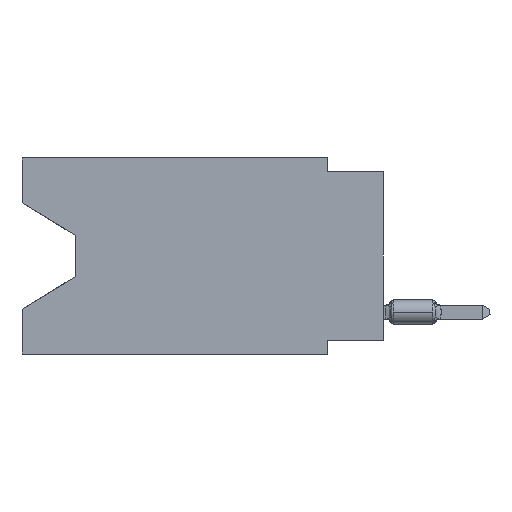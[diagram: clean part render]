
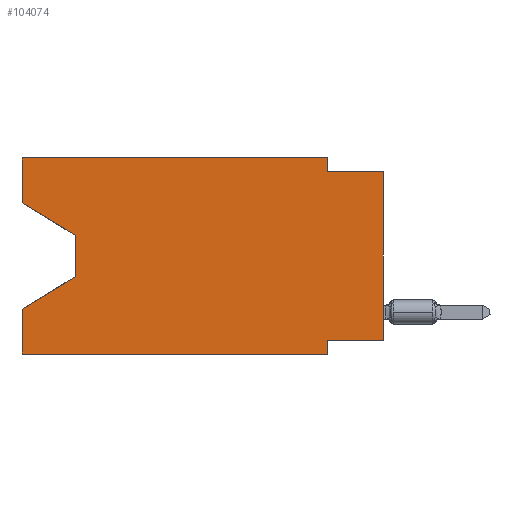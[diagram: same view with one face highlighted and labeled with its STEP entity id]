
A CAD part, left-side view. The second image highlights one B-rep face of the part: STEP entity #104074.
In plain terms, the highlighted planar face has unit normal (-1, 0, 0).
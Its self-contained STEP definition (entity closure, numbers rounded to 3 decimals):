
#58 = CARTESIAN_POINT ( 'NONE',  ( 0., 0., -8.255 ) ) ;
#183 = EDGE_CURVE ( 'NONE', #39138, #41665, #83257, .T. ) ;
#974 = DIRECTION ( 'NONE',  ( 0., 0., 1. ) ) ;
#1321 = ORIENTED_EDGE ( 'NONE', *, *, #62247, .F. ) ;
#4879 = EDGE_CURVE ( 'NONE', #81117, #74728, #71886, .T. ) ;
#5829 = DIRECTION ( 'NONE',  ( 0., -1., 0. ) ) ;
#6374 = CARTESIAN_POINT ( 'NONE',  ( 0., 16.383, -2.038 ) ) ;
#6814 = VECTOR ( 'NONE', #58648, 1000. ) ;
#7178 = DIRECTION ( 'NONE',  ( 0., 1., 0. ) ) ;
#7620 = CARTESIAN_POINT ( 'NONE',  ( 0., 13.97, -5.385 ) ) ;
#7625 = CARTESIAN_POINT ( 'NONE',  ( 0., 0., -0.635 ) ) ;
#8449 = CARTESIAN_POINT ( 'NONE',  ( 0., 16.383, 0. ) ) ;
#9308 = VERTEX_POINT ( 'NONE', #49842 ) ;
#9743 = EDGE_CURVE ( 'NONE', #36341, #61116, #25103, .T. ) ;
#10303 = CARTESIAN_POINT ( 'NONE',  ( 0., 2.54, -8.255 ) ) ;
#14717 = ORIENTED_EDGE ( 'NONE', *, *, #85113, .T. ) ;
#16418 = DIRECTION ( 'NONE',  ( 0., 0., -1. ) ) ;
#20909 = CARTESIAN_POINT ( 'NONE',  ( 0., 13.97, -3.505 ) ) ;
#23488 = DIRECTION ( 'NONE',  ( 0., -0.855, -0.519 ) ) ;
#24894 = VERTEX_POINT ( 'NONE', #71639 ) ;
#25103 = LINE ( 'NONE', #72707, #92880 ) ;
#25159 = VECTOR ( 'NONE', #5829, 1000. ) ;
#27457 = EDGE_CURVE ( 'NONE', #39138, #24894, #81221, .T. ) ;
#29107 = ORIENTED_EDGE ( 'NONE', *, *, #93397, .F. ) ;
#32047 = VECTOR ( 'NONE', #974, 1000. ) ;
#33792 = LINE ( 'NONE', #64805, #95052 ) ;
#34012 = VECTOR ( 'NONE', #45645, 1000. ) ;
#34568 = CARTESIAN_POINT ( 'NONE',  ( 0., 16.383, 0. ) ) ;
#34767 = ORIENTED_EDGE ( 'NONE', *, *, #4879, .F. ) ;
#35280 = CARTESIAN_POINT ( 'NONE',  ( 0., 16.383, -6.852 ) ) ;
#36341 = VERTEX_POINT ( 'NONE', #45602 ) ;
#39138 = VERTEX_POINT ( 'NONE', #92674 ) ;
#40176 = ORIENTED_EDGE ( 'NONE', *, *, #183, .F. ) ;
#40598 = LINE ( 'NONE', #81209, #32047 ) ;
#41095 = DIRECTION ( 'NONE',  ( 1., 0., 0. ) ) ;
#41665 = VERTEX_POINT ( 'NONE', #34568 ) ;
#43760 = VECTOR ( 'NONE', #23488, 1000. ) ;
#44237 = DIRECTION ( 'NONE',  ( 0., 0., 1. ) ) ;
#44407 = VERTEX_POINT ( 'NONE', #70445 ) ;
#45086 = AXIS2_PLACEMENT_3D ( 'NONE', #8449, #41095, #62121 ) ;
#45602 = CARTESIAN_POINT ( 'NONE',  ( 0., 16.383, -8.89 ) ) ;
#45645 = DIRECTION ( 'NONE',  ( 0., 0., -1. ) ) ;
#45914 = EDGE_CURVE ( 'NONE', #88205, #98949, #74693, .T. ) ;
#46588 = LINE ( 'NONE', #20909, #73854 ) ;
#48282 = LINE ( 'NONE', #7625, #77666 ) ;
#49842 = CARTESIAN_POINT ( 'NONE',  ( 0., 2.54, 0. ) ) ;
#51696 = CARTESIAN_POINT ( 'NONE',  ( 0., 13.97, -5.385 ) ) ;
#52618 = VECTOR ( 'NONE', #7178, 1000. ) ;
#53657 = ORIENTED_EDGE ( 'NONE', *, *, #27457, .T. ) ;
#57600 = CARTESIAN_POINT ( 'NONE',  ( 0., 2.54, 0. ) ) ;
#57952 = ORIENTED_EDGE ( 'NONE', *, *, #78185, .F. ) ;
#58648 = DIRECTION ( 'NONE',  ( 0., 0.855, -0.519 ) ) ;
#61116 = VERTEX_POINT ( 'NONE', #97377 ) ;
#62006 = CARTESIAN_POINT ( 'NONE',  ( 0., 16.383, 0. ) ) ;
#62121 = DIRECTION ( 'NONE',  ( 0., 0., -1. ) ) ;
#62247 = EDGE_CURVE ( 'NONE', #74728, #61116, #78754, .T. ) ;
#62459 = VECTOR ( 'NONE', #44237, 1000. ) ;
#64805 = CARTESIAN_POINT ( 'NONE',  ( 0., 16.383, 0. ) ) ;
#65149 = FACE_OUTER_BOUND ( 'NONE', #90495, .T. ) ;
#66780 = ORIENTED_EDGE ( 'NONE', *, *, #85094, .F. ) ;
#69680 = CARTESIAN_POINT ( 'NONE',  ( 0., 2.54, -8.89 ) ) ;
#70445 = CARTESIAN_POINT ( 'NONE',  ( 0., 0., -0.635 ) ) ;
#71072 = LINE ( 'NONE', #62006, #25159 ) ;
#71639 = CARTESIAN_POINT ( 'NONE',  ( 0., 13.97, -3.505 ) ) ;
#71886 = LINE ( 'NONE', #79925, #52618 ) ;
#72707 = CARTESIAN_POINT ( 'NONE',  ( 0., 16.383, -8.89 ) ) ;
#73854 = VECTOR ( 'NONE', #87720, 1000. ) ;
#73893 = DIRECTION ( 'NONE',  ( 0., -1., 0. ) ) ;
#74693 = LINE ( 'NONE', #51696, #6814 ) ;
#74728 = VERTEX_POINT ( 'NONE', #10303 ) ;
#77666 = VECTOR ( 'NONE', #73893, 1000. ) ;
#78185 = EDGE_CURVE ( 'NONE', #9308, #78693, #89656, .T. ) ;
#78693 = VERTEX_POINT ( 'NONE', #98910 ) ;
#78754 = LINE ( 'NONE', #69680, #34012 ) ;
#79221 = PLANE ( 'NONE',  #45086 ) ;
#79925 = CARTESIAN_POINT ( 'NONE',  ( 0., 0., -8.255 ) ) ;
#81117 = VERTEX_POINT ( 'NONE', #58 ) ;
#81209 = CARTESIAN_POINT ( 'NONE',  ( 0., 0., 0. ) ) ;
#81221 = LINE ( 'NONE', #6374, #43760 ) ;
#81885 = DIRECTION ( 'NONE',  ( 0., 0., 1. ) ) ;
#83257 = LINE ( 'NONE', #92307, #62459 ) ;
#85094 = EDGE_CURVE ( 'NONE', #41665, #9308, #71072, .T. ) ;
#85113 = EDGE_CURVE ( 'NONE', #81117, #44407, #40598, .T. ) ;
#85355 = ORIENTED_EDGE ( 'NONE', *, *, #45914, .T. ) ;
#87510 = VECTOR ( 'NONE', #16418, 1000. ) ;
#87720 = DIRECTION ( 'NONE',  ( 0., 0., -1. ) ) ;
#88205 = VERTEX_POINT ( 'NONE', #7620 ) ;
#89656 = LINE ( 'NONE', #57600, #87510 ) ;
#90495 = EDGE_LOOP ( 'NONE', ( #53657, #104228, #85355, #104733, #97434, #1321, #34767, #14717, #29107, #57952, #66780, #40176 ) ) ;
#91363 = DIRECTION ( 'NONE',  ( 0., -1., 0. ) ) ;
#92307 = CARTESIAN_POINT ( 'NONE',  ( 0., 16.383, 0. ) ) ;
#92674 = CARTESIAN_POINT ( 'NONE',  ( 0., 16.383, -2.038 ) ) ;
#92880 = VECTOR ( 'NONE', #91363, 1000. ) ;
#93397 = EDGE_CURVE ( 'NONE', #78693, #44407, #48282, .T. ) ;
#95052 = VECTOR ( 'NONE', #81885, 1000. ) ;
#95595 = EDGE_CURVE ( 'NONE', #36341, #98949, #33792, .T. ) ;
#97377 = CARTESIAN_POINT ( 'NONE',  ( 0., 2.54, -8.89 ) ) ;
#97434 = ORIENTED_EDGE ( 'NONE', *, *, #9743, .T. ) ;
#98910 = CARTESIAN_POINT ( 'NONE',  ( 0., 2.54, -0.635 ) ) ;
#98949 = VERTEX_POINT ( 'NONE', #35280 ) ;
#102262 = EDGE_CURVE ( 'NONE', #24894, #88205, #46588, .T. ) ;
#104074 = ADVANCED_FACE ( 'NONE', ( #65149 ), #79221, .F. ) ;
#104228 = ORIENTED_EDGE ( 'NONE', *, *, #102262, .T. ) ;
#104733 = ORIENTED_EDGE ( 'NONE', *, *, #95595, .F. ) ;
